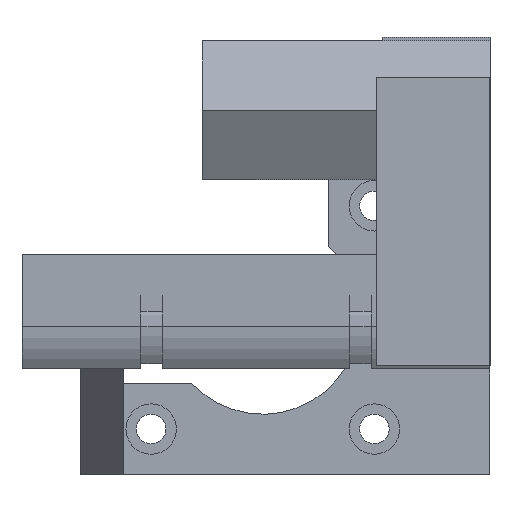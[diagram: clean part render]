
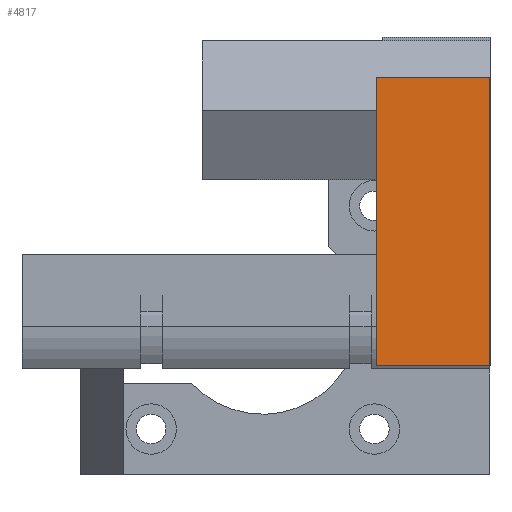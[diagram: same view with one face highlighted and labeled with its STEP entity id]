
A CAD part, left-side view. The second image highlights one B-rep face of the part: STEP entity #4817.
In plain terms, the highlighted planar face has unit normal (-1, 0, 0).
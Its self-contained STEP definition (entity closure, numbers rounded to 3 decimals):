
#192 = CARTESIAN_POINT ( 'NONE',  ( -32.9, 7.9, 1.5 ) ) ;
#488 = CARTESIAN_POINT ( 'NONE',  ( -32.9, -7.9, 1.5 ) ) ;
#530 = FACE_OUTER_BOUND ( 'NONE', #5200, .T. ) ;
#643 = DIRECTION ( 'NONE',  ( 0., 0., -1. ) ) ;
#900 = CARTESIAN_POINT ( 'NONE',  ( -32.9, 7.9, -38.5 ) ) ;
#929 = VERTEX_POINT ( 'NONE', #1299 ) ;
#1113 = CARTESIAN_POINT ( 'NONE',  ( -32.9, -7.9, 1.5 ) ) ;
#1299 = CARTESIAN_POINT ( 'NONE',  ( -32.9, -7.9, -38.5 ) ) ;
#1768 = DIRECTION ( 'NONE',  ( 0., 1., 0. ) ) ;
#2071 = DIRECTION ( 'NONE',  ( 0., 1., 0. ) ) ;
#2133 = ORIENTED_EDGE ( 'NONE', *, *, #5045, .T. ) ;
#2168 = CARTESIAN_POINT ( 'NONE',  ( -32.9, -7.9, -38.5 ) ) ;
#2322 = DIRECTION ( 'NONE',  ( 0., 0., -1. ) ) ;
#2450 = DIRECTION ( 'NONE',  ( -1., 0., 0. ) ) ;
#2495 = VECTOR ( 'NONE', #643, 1000. ) ;
#2779 = LINE ( 'NONE', #2168, #2991 ) ;
#2860 = VECTOR ( 'NONE', #2322, 1000. ) ;
#2991 = VECTOR ( 'NONE', #1768, 1000. ) ;
#3147 = LINE ( 'NONE', #192, #2495 ) ;
#3155 = AXIS2_PLACEMENT_3D ( 'NONE', #488, #2450, #4294 ) ;
#3328 = VERTEX_POINT ( 'NONE', #5485 ) ;
#3764 = PLANE ( 'NONE',  #3155 ) ;
#3846 = ORIENTED_EDGE ( 'NONE', *, *, #4731, .F. ) ;
#4112 = LINE ( 'NONE', #6056, #2860 ) ;
#4294 = DIRECTION ( 'NONE',  ( 0., 0., 1. ) ) ;
#4608 = VECTOR ( 'NONE', #2071, 1000. ) ;
#4731 = EDGE_CURVE ( 'NONE', #5138, #929, #4112, .T. ) ;
#4817 = ADVANCED_FACE ( 'NONE', ( #530 ), #3764, .T. ) ;
#5045 = EDGE_CURVE ( 'NONE', #3328, #5615, #3147, .T. ) ;
#5076 = ORIENTED_EDGE ( 'NONE', *, *, #6036, .T. ) ;
#5138 = VERTEX_POINT ( 'NONE', #5899 ) ;
#5200 = EDGE_LOOP ( 'NONE', ( #2133, #5206, #3846, #5076 ) ) ;
#5206 = ORIENTED_EDGE ( 'NONE', *, *, #5390, .F. ) ;
#5267 = LINE ( 'NONE', #1113, #4608 ) ;
#5390 = EDGE_CURVE ( 'NONE', #929, #5615, #2779, .T. ) ;
#5485 = CARTESIAN_POINT ( 'NONE',  ( -32.9, 7.9, 1.5 ) ) ;
#5615 = VERTEX_POINT ( 'NONE', #900 ) ;
#5899 = CARTESIAN_POINT ( 'NONE',  ( -32.9, -7.9, 1.5 ) ) ;
#6036 = EDGE_CURVE ( 'NONE', #5138, #3328, #5267, .T. ) ;
#6056 = CARTESIAN_POINT ( 'NONE',  ( -32.9, -7.9, 1.5 ) ) ;
